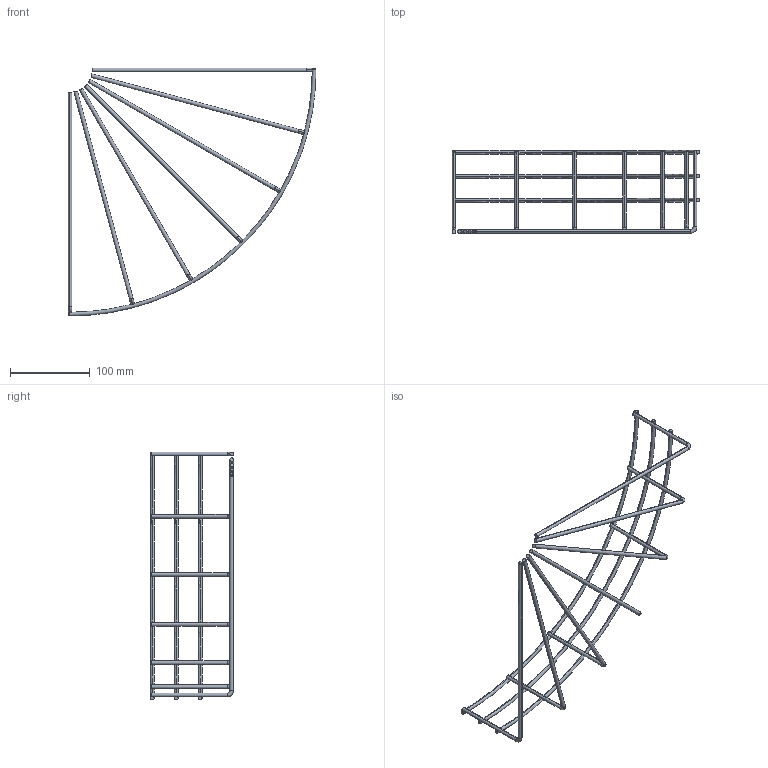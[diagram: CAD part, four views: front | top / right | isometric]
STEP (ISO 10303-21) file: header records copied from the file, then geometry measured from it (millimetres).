
FILE_DESCRIPTION (( 'STEP AP214' ), '1' );
FILE_NAME ('6002376_KSTP1.stp', '2018-09-27T05:26:19', ( '' ), ( '' ), 'SwSTEP 2.0', 'SolidWorks 2016', '' );
FILE_SCHEMA (( 'AUTOMOTIVE_DESIGN' ));
Length unit declared in the file: millimetre
Products named in the file (1): 6002376_KSTP1
Bounding box: 310.55 x 104.1 x 310.55 mm (x, y, z)
Volume: 70385.1 mm3; surface area: 59859.4 mm2
Topology: 1 solids, 1 shells, 80 faces, 263 edges, 170 vertices
Faces by surface type: cylinder 40, torus 20, plane 20
Entity records: 4032 total; most frequent: CARTESIAN_POINT 1726, ORIENTED_EDGE 526, DIRECTION 464, EDGE_CURVE 263, AXIS2_PLACEMENT_3D 206, VERTEX_POINT 170, CIRCLE 125, EDGE_LOOP 89
